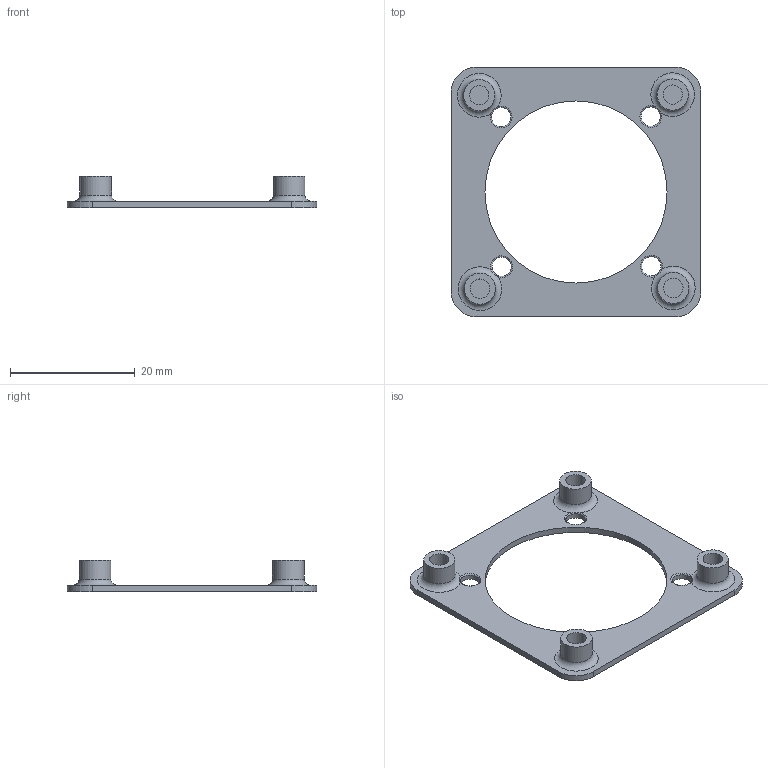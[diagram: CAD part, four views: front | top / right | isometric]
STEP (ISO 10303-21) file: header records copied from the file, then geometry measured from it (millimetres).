
FILE_DESCRIPTION(/* description */ ('','CAx-IF Rec.Pracs.---Representation and Presentation of Product Manufacturing Information (PMI)---4.0---2014-10-13'),/* implementation_level */ '2;1');
FILE_NAME(/* name */ 'ebb42 v4.step',/* time_stamp */ '2025-01-24T19:13:12+02:00',/* author */ (''),/* organization */ (''),/* preprocessor_version */ 'ST-DEVELOPER v20',/* originating_system */ 'Autodesk Translation Framework v13.20.0.188',/* authorisation */ '');
FILE_SCHEMA (('AP242_MANAGED_MODEL_BASED_3D_ENGINEERING_MIM_LF { 1 0 10303 442 1 1 4 }'));
Length unit declared in the file: millimetre
Products named in the file (1): ebb42
Bounding box: 40 x 40 x 5 mm (x, y, z)
Volume: 1094.2 mm3; surface area: 2435.5 mm2
Topology: 1 solids, 1 shells, 43 faces, 103 edges, 66 vertices
Faces by surface type: cylinder 17, plane 14, torus 8, bspline 4
Full cylindrical faces by diameter (mm): 3.1 x8, 5 x4, 29.2 x1
Entity records: 1460 total; most frequent: CARTESIAN_POINT 369, DIRECTION 241, ORIENTED_EDGE 206, AXIS2_PLACEMENT_3D 106, EDGE_CURVE 103, CIRCLE 66, VERTEX_POINT 66, EDGE_LOOP 57
